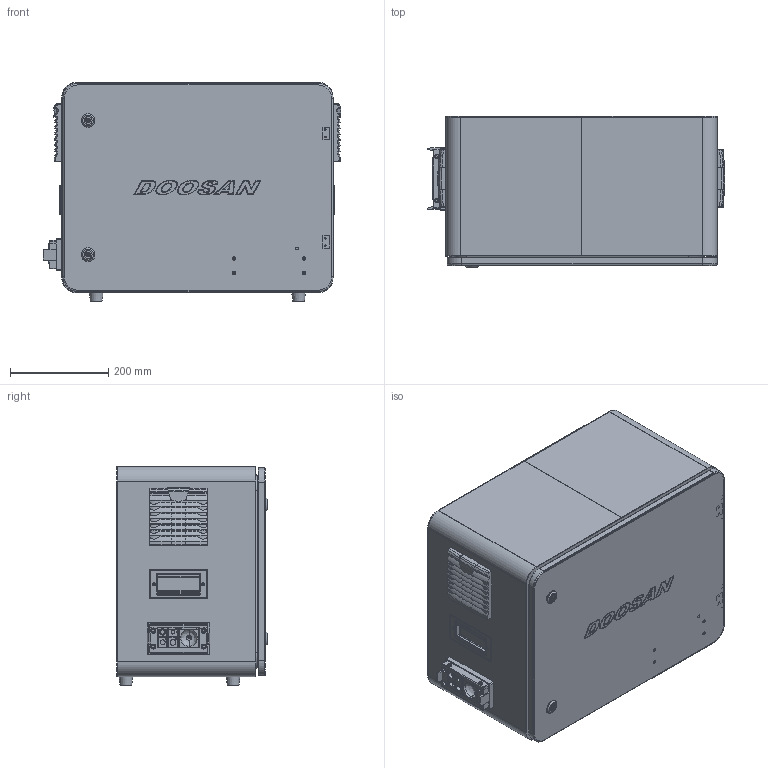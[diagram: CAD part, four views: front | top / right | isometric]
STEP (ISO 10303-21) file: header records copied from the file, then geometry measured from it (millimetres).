
FILE_DESCRIPTION(/* description */ (''),/* implementation_level */ '2;1');
FILE_NAME(/* name */ 'Hero_2 Steel Case Assy.stp',/* time_stamp */ '2024-02-07T14:30:18+09:00',/* author */ (''),/* organization */ (''),/* preprocessor_version */ 'ST-DEVELOPER v16',/* originating_system */ 'SIEMENS PLM Software NX 11.0',/* authorisation */ '');
FILE_SCHEMA (('AP203_CONFIGURATION_CONTROLLED_3D_DESIGN_OF_MECHANICAL_PARTS_AND_ASSEMBLIES_MIM_LF { 1 0 10303 403 2 1 2}'));
Products named in the file (8): Door A; Assy; Boor_D; Body_C; Body_B_R; Body_B_L; Body_A; Hero_2 Steel Case Assy
Assembly tree (7 placements, depth 2):
  Hero_2 Steel Case Assy
    Body_A
    Body_B_L
    Body_B_R
    Body_C
    Boor_D
    Assy
    Door A
Bounding box: 605.99 x 306.89 x 446 mm (x, y, z)
Volume: 1993963.5 mm3; surface area: 2440301 mm2
Topology: 82 solids, 86 shells, 3610 faces, 8959 edges, 5652 vertices
Faces by surface type: plane 1863, cylinder 998, cone 287, torus 255, bspline 169, sphere 32, extrusion 6
Full cylindrical faces by diameter (mm): 2.5 x4, 3 x4, 3.242 x4, 4 x28, 4.3 x1, 4.5 x12, 4.917 x7, 5 x8, 5.3 x2, 5.5 x6, 5.6 x1, 5.8 x2, 6 x21, 7 x11, 8 x1, 9 x4, 9.5 x2, 9.9 x4, 10 x10, 10.5 x1, 12.8 x2, 13 x7, 13.5 x2, 14.8 x2, 15.2 x2, 16 x2, 16.1 x2, 19.8 x2, 22 x2, 28 x2
Entity records: 119808 total; most frequent: CARTESIAN_POINT 32994, ORIENTED_EDGE 17278, DIRECTION 17101, EDGE_CURVE 8639, AXIS2_PLACEMENT_3D 6049, VERTEX_POINT 5609, VECTOR 5003, LINE 4997
